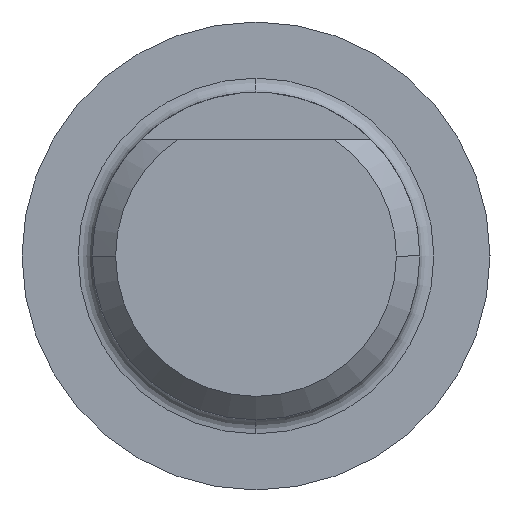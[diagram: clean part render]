
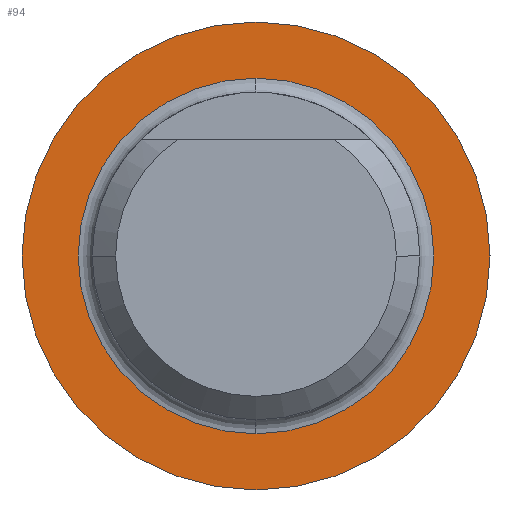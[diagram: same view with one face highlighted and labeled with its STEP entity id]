
A CAD part, left-side view. The second image highlights one B-rep face of the part: STEP entity #94.
In plain terms, the highlighted planar face has unit normal (-1, 0, 0).
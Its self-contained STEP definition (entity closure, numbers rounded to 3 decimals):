
#94 = ADVANCED_FACE( '', ( #136, #137 ), #138, .T. );
#136 = FACE_OUTER_BOUND( '', #180, .T. );
#137 = FACE_BOUND( '', #181, .T. );
#138 = PLANE( '', #182 );
#180 = EDGE_LOOP( '', ( #331, #332 ) );
#181 = EDGE_LOOP( '', ( #333, #334, #335 ) );
#182 = AXIS2_PLACEMENT_3D( '', #336, #337, #338 );
#331 = ORIENTED_EDGE( '', *, *, #349, .T. );
#332 = ORIENTED_EDGE( '', *, *, #394, .T. );
#333 = ORIENTED_EDGE( '', *, *, #392, .F. );
#334 = ORIENTED_EDGE( '', *, *, #391, .F. );
#335 = ORIENTED_EDGE( '', *, *, #358, .F. );
#336 = CARTESIAN_POINT( '', ( 22., 2.5, 0. ) );
#337 = DIRECTION( '', ( -1., 0., 0. ) );
#338 = DIRECTION( '', ( 0., 1., 0. ) );
#349 = EDGE_CURVE( '', #396, #400, #402, .T. );
#358 = EDGE_CURVE( '', #416, #419, #420, .T. );
#391 = EDGE_CURVE( '', #419, #471, #472, .T. );
#392 = EDGE_CURVE( '', #471, #416, #473, .T. );
#394 = EDGE_CURVE( '', #400, #396, #475, .T. );
#396 = VERTEX_POINT( '', #477 );
#400 = VERTEX_POINT( '', #482 );
#402 = CIRCLE( '', #485, 5. );
#416 = VERTEX_POINT( '', #510 );
#419 = VERTEX_POINT( '', #513 );
#420 = CIRCLE( '', #514, 3.8 );
#471 = VERTEX_POINT( '', #584 );
#472 = CIRCLE( '', #585, 3.8 );
#473 = CIRCLE( '', #586, 3.8 );
#475 = CIRCLE( '', #588, 5. );
#477 = CARTESIAN_POINT( '', ( 22., 5., 0. ) );
#482 = CARTESIAN_POINT( '', ( 22., -5., 0. ) );
#485 = AXIS2_PLACEMENT_3D( '', #594, #595, #596 );
#510 = CARTESIAN_POINT( '', ( 22., 0., -3.8 ) );
#513 = CARTESIAN_POINT( '', ( 22., 0., 3.8 ) );
#514 = AXIS2_PLACEMENT_3D( '', #614, #615, #616 );
#584 = CARTESIAN_POINT( '', ( 22., 3.8, 0. ) );
#585 = AXIS2_PLACEMENT_3D( '', #690, #691, #692 );
#586 = AXIS2_PLACEMENT_3D( '', #693, #694, #695 );
#588 = AXIS2_PLACEMENT_3D( '', #699, #700, #701 );
#594 = CARTESIAN_POINT( '', ( 22., 0., 0. ) );
#595 = DIRECTION( '', ( -1., 0., 0. ) );
#596 = DIRECTION( '', ( 0., 1., 0. ) );
#614 = CARTESIAN_POINT( '', ( 22., 0., 0. ) );
#615 = DIRECTION( '', ( -1., 0., 0. ) );
#616 = DIRECTION( '', ( 0., 0., 1. ) );
#690 = CARTESIAN_POINT( '', ( 22., 0., 0. ) );
#691 = DIRECTION( '', ( -1., 0., 0. ) );
#692 = DIRECTION( '', ( 0., 0., 1. ) );
#693 = CARTESIAN_POINT( '', ( 22., 0., 0. ) );
#694 = DIRECTION( '', ( -1., 0., 0. ) );
#695 = DIRECTION( '', ( 0., 0., 1. ) );
#699 = CARTESIAN_POINT( '', ( 22., 0., 0. ) );
#700 = DIRECTION( '', ( -1., 0., 0. ) );
#701 = DIRECTION( '', ( 0., 1., 0. ) );
